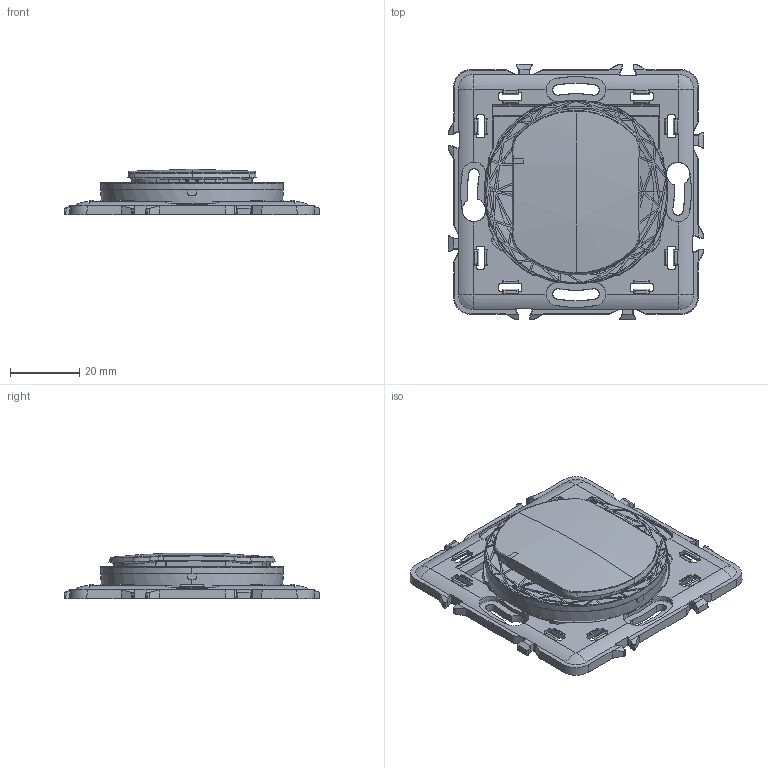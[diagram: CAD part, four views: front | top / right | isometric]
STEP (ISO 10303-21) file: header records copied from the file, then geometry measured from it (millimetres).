
FILE_DESCRIPTION(('CATIA V5 STEP Exchange','CAx-IF Rec.Pracs.--- Model Styling and Organization---1.5--- 2016-08-15','CAx-IF Rec.Pracs.---Supplemental Geometry---1.0---2011-11-01','CAx-IF Rec.Pracs.--- Composite Materials ---1.1---2010-07-15'),'2;1');
FILE_NAME('CB0400 _AllCATPart.stp','2024-03-20T10:49:43+00:00',('none'),('none'),'CATIA Version 5-6 Release 2020 SP3','CATIA V5 STEP AP214 v2','none');
FILE_SCHEMA(('AUTOMOTIVE_DESIGN { 1 0 10303 214 1 1 1 1 }'));
Products named in the file (1): CB0400 _AllCATPart
Bounding box: 74.1 x 74.1 x 13.16 mm (x, y, z)
Volume: 16730.7 mm3; surface area: 26101.8 mm2
Topology: 5 solids, 7 shells, 1783 faces, 5192 edges, 3396 vertices
Faces by surface type: plane 996, cylinder 271, bspline 228, cone 171, sphere 40, revolution 31, torus 28, extrusion 18
Entity records: 82523 total; most frequent: CARTESIAN_POINT 43007, ORIENTED_EDGE 10312, EDGE_CURVE 5156, DIRECTION 4828, VERTEX_POINT 3396, B_SPLINE_CURVE_WITH_KNOTS 2776, VECTOR 1925, LINE 1907
